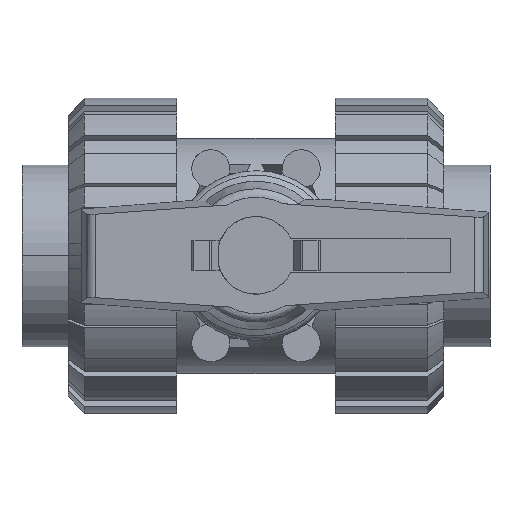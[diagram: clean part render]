
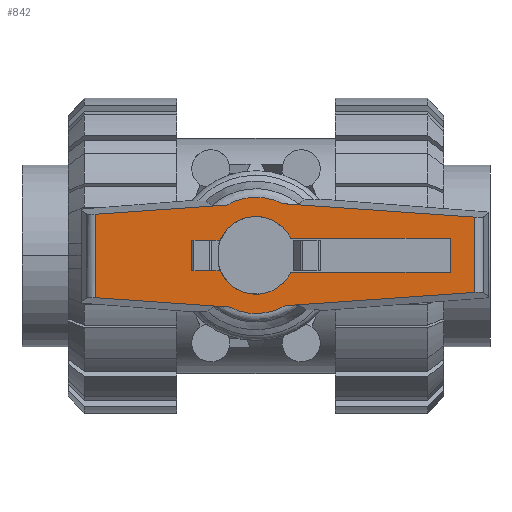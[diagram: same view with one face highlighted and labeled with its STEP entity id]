
A CAD part, top view. The second image highlights one B-rep face of the part: STEP entity #842.
In plain terms, the highlighted planar face has unit normal (0, 0, 1).
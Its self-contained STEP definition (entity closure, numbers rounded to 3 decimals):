
#842=ADVANCED_FACE('',(#1934,#1935),#1936,.T.);
#1934=FACE_BOUND('',#3348,.T.);
#1935=FACE_OUTER_BOUND('',#3349,.T.);
#1936=PLANE('',#3350);
#3348=EDGE_LOOP('',(#5952,#5953,#5954,#5955,#5956,#5957,#5958,#5959));
#3349=EDGE_LOOP('',(#5960,#5961,#5962,#5963,#5964,#5965,#5966,#5967));
#3350=AXIS2_PLACEMENT_3D('',#5968,#5969,#5970);
#5952=ORIENTED_EDGE('',*,*,#9369,.T.);
#5953=ORIENTED_EDGE('',*,*,#9440,.T.);
#5954=ORIENTED_EDGE('',*,*,#9537,.T.);
#5955=ORIENTED_EDGE('',*,*,#9545,.T.);
#5956=ORIENTED_EDGE('',*,*,#9351,.T.);
#5957=ORIENTED_EDGE('',*,*,#9291,.T.);
#5958=ORIENTED_EDGE('',*,*,#9282,.T.);
#5959=ORIENTED_EDGE('',*,*,#9360,.T.);
#5960=ORIENTED_EDGE('',*,*,#9501,.T.);
#5961=ORIENTED_EDGE('',*,*,#9660,.T.);
#5962=ORIENTED_EDGE('',*,*,#9591,.T.);
#5963=ORIENTED_EDGE('',*,*,#9609,.F.);
#5964=ORIENTED_EDGE('',*,*,#9526,.T.);
#5965=ORIENTED_EDGE('',*,*,#9630,.T.);
#5966=ORIENTED_EDGE('',*,*,#9579,.T.);
#5967=ORIENTED_EDGE('',*,*,#9607,.T.);
#5968=CARTESIAN_POINT('',(6.432,0.0,121.5));
#5969=DIRECTION('',(0.0,0.0,1.0));
#5970=DIRECTION('',(1.0,0.0,0.0));
#9282=EDGE_CURVE('',#11076,#11077,#11078,.T.);
#9291=EDGE_CURVE('',#11091,#11076,#11092,.T.);
#9351=EDGE_CURVE('',#11188,#11091,#11189,.T.);
#9360=EDGE_CURVE('',#11077,#11202,#11203,.T.);
#9369=EDGE_CURVE('',#11202,#11213,#11214,.T.);
#9440=EDGE_CURVE('',#11213,#11305,#11307,.T.);
#9501=EDGE_CURVE('',#11409,#11407,#11410,.T.);
#9526=EDGE_CURVE('',#11453,#11451,#11454,.T.);
#9537=EDGE_CURVE('',#11305,#11471,#11472,.T.);
#9545=EDGE_CURVE('',#11471,#11188,#11481,.T.);
#9579=EDGE_CURVE('',#11529,#11527,#11530,.T.);
#9591=EDGE_CURVE('',#11549,#11547,#11550,.T.);
#9607=EDGE_CURVE('',#11527,#11409,#11569,.T.);
#9609=EDGE_CURVE('',#11453,#11547,#11571,.T.);
#9630=EDGE_CURVE('',#11451,#11529,#11598,.T.);
#9660=EDGE_CURVE('',#11407,#11549,#11628,.T.);
#11076=VERTEX_POINT('',#13715);
#11077=VERTEX_POINT('',#13716);
#11078=LINE('',#13717,#13718);
#11091=VERTEX_POINT('',#13737);
#11092=LINE('',#13738,#13739);
#11188=VERTEX_POINT('',#13868);
#11189=CIRCLE('',#13869,8.571);
#11202=VERTEX_POINT('',#13884);
#11203=LINE('',#13885,#13886);
#11213=VERTEX_POINT('',#13901);
#11214=CIRCLE('',#13902,8.571);
#11305=VERTEX_POINT('',#14026);
#11307=LINE('',#14029,#14030);
#11407=VERTEX_POINT('',#14327);
#11409=VERTEX_POINT('',#14358);
#11410=LINE('',#14359,#14360);
#11451=VERTEX_POINT('',#14506);
#11453=VERTEX_POINT('',#14537);
#11454=LINE('',#14538,#14539);
#11471=VERTEX_POINT('',#14561);
#11472=LINE('',#14562,#14563);
#11481=LINE('',#14575,#14576);
#11527=VERTEX_POINT('',#14697);
#11529=VERTEX_POINT('',#14699);
#11530=LINE('',#14700,#14701);
#11547=VERTEX_POINT('',#14772);
#11549=VERTEX_POINT('',#14774);
#11550=LINE('',#14775,#14776);
#11569=LINE('',#14867,#14868);
#11571=LINE('',#14870,#14871);
#11598=CIRCLE('',#14968,12.863);
#11628=CIRCLE('',#14998,12.863);
#13715=CARTESIAN_POINT('',(42.917,3.75,121.5));
#13716=CARTESIAN_POINT('',(42.917,-3.75,121.5));
#13717=CARTESIAN_POINT('',(42.917,0.0,121.5));
#13718=VECTOR('',#19365,1.0);
#13737=CARTESIAN_POINT('',(7.708,3.75,121.5));
#13738=CARTESIAN_POINT('',(13.945,3.75,121.5));
#13739=VECTOR('',#19372,1.0);
#13868=CARTESIAN_POINT('',(-7.879,3.375,121.5));
#13869=AXIS2_PLACEMENT_3D('',#19460,#19461,#19462);
#13884=CARTESIAN_POINT('',(7.708,-3.75,121.5));
#13885=CARTESIAN_POINT('',(13.945,-3.75,121.5));
#13886=VECTOR('',#19477,1.0);
#13901=CARTESIAN_POINT('',(-7.879,-3.375,121.5));
#13902=AXIS2_PLACEMENT_3D('',#19483,#19484,#19485);
#14026=CARTESIAN_POINT('',(-14.217,-3.375,121.5));
#14029=CARTESIAN_POINT('',(-2.356,-3.375,121.5));
#14030=VECTOR('',#19553,1.0);
#14327=CARTESIAN_POINT('',(-5.901,-11.43,121.5));
#14358=CARTESIAN_POINT('',(-35.537,-9.357,121.5));
#14359=CARTESIAN_POINT('',(-4.089,-11.556,121.5));
#14360=VECTOR('',#19602,1.0);
#14506=CARTESIAN_POINT('',(5.901,11.43,121.5));
#14537=CARTESIAN_POINT('',(48.412,8.457,121.5));
#14538=CARTESIAN_POINT('',(27.237,9.938,121.5));
#14539=VECTOR('',#19621,1.0);
#14561=CARTESIAN_POINT('',(-14.217,3.375,121.5));
#14562=CARTESIAN_POINT('',(-14.217,5.063,121.5));
#14563=VECTOR('',#19636,1.0);
#14575=CARTESIAN_POINT('',(-2.356,3.375,121.5));
#14576=VECTOR('',#19643,1.0);
#14697=CARTESIAN_POINT('',(-35.537,9.091,121.5));
#14699=CARTESIAN_POINT('',(-6.458,11.125,121.5));
#14700=CARTESIAN_POINT('',(-3.131,11.357,121.5));
#14701=VECTOR('',#19673,1.0);
#14772=CARTESIAN_POINT('',(48.412,-8.191,121.5));
#14774=CARTESIAN_POINT('',(6.458,-11.125,121.5));
#14775=CARTESIAN_POINT('',(28.158,-9.607,121.5));
#14776=VECTOR('',#19686,1.0);
#14867=CARTESIAN_POINT('',(-35.537,13.5,121.5));
#14868=VECTOR('',#19692,1.0);
#14870=CARTESIAN_POINT('',(48.412,13.5,121.5));
#14871=VECTOR('',#19693,1.0);
#14968=AXIS2_PLACEMENT_3D('',#19714,#19715,#19716);
#14998=AXIS2_PLACEMENT_3D('',#19756,#19757,#19758);
#19365=DIRECTION('',(0.0,-1.0,0.0));
#19372=DIRECTION('',(1.0,0.0,-0.0));
#19460=CARTESIAN_POINT('',(0.0,0.0,121.5));
#19461=DIRECTION('',(0.0,0.0,-1.0));
#19462=DIRECTION('',(1.0,0.0,0.0));
#19477=DIRECTION('',(-1.0,0.0,0.0));
#19483=CARTESIAN_POINT('',(0.0,0.0,121.5));
#19484=DIRECTION('',(0.0,0.0,-1.0));
#19485=DIRECTION('',(1.0,0.0,0.0));
#19553=DIRECTION('',(-1.0,0.0,0.0));
#19602=DIRECTION('',(0.998,-0.07,0.0));
#19621=DIRECTION('',(-0.998,0.07,0.0));
#19636=DIRECTION('',(0.0,1.0,-0.0));
#19643=DIRECTION('',(1.0,0.0,0.0));
#19673=DIRECTION('',(-0.998,-0.07,0.0));
#19686=DIRECTION('',(0.998,0.07,-0.0));
#19692=DIRECTION('',(0.0,-1.0,0.0));
#19693=DIRECTION('',(0.0,-1.0,0.0));
#19714=CARTESIAN_POINT('',(0.0,0.0,121.5));
#19715=DIRECTION('',(0.0,0.0,1.0));
#19716=DIRECTION('',(1.0,0.0,0.0));
#19756=CARTESIAN_POINT('',(0.0,0.0,121.5));
#19757=DIRECTION('',(0.0,0.0,1.0));
#19758=DIRECTION('',(1.0,0.0,0.0));
